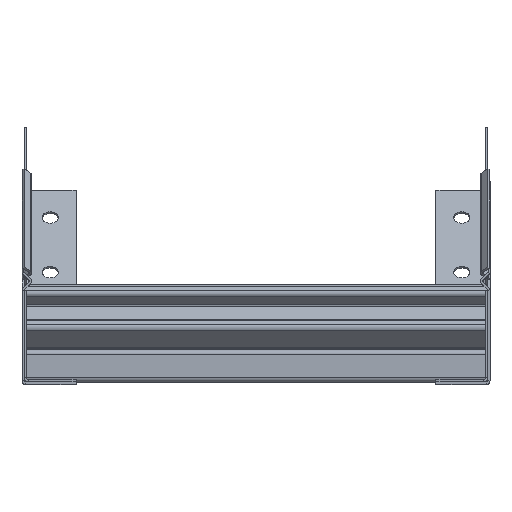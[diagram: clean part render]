
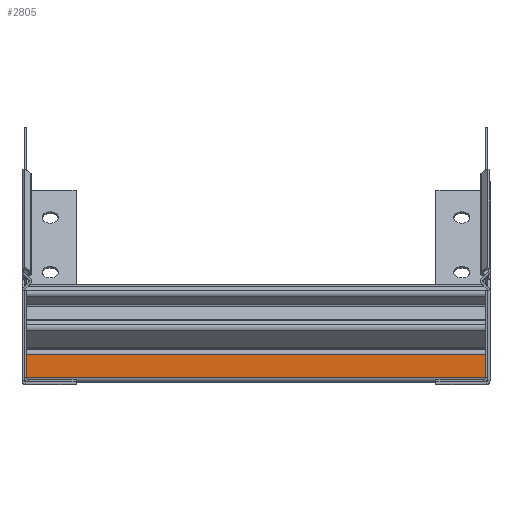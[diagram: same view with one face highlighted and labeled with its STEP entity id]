
A CAD part, top view. The second image highlights one B-rep face of the part: STEP entity #2805.
In plain terms, the highlighted face is planar.
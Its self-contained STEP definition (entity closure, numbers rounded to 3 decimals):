
#381 = EDGE_CURVE ( 'NONE', #2759, #3704, #673, .T. ) ;
#534 = ORIENTED_EDGE ( 'NONE', *, *, #2741, .F. ) ;
#673 = LINE ( 'NONE', #2298, #4105 ) ;
#941 = ORIENTED_EDGE ( 'NONE', *, *, #5898, .T. ) ;
#1395 = DIRECTION ( 'NONE',  ( 0., -1., 0. ) ) ;
#1618 = CARTESIAN_POINT ( 'NONE',  ( -20.5, 18., 300. ) ) ;
#1724 = CARTESIAN_POINT ( 'NONE',  ( -20.5, 3., 300. ) ) ;
#1863 = DIRECTION ( 'NONE',  ( 0., 0., -1. ) ) ;
#2254 = CARTESIAN_POINT ( 'NONE',  ( -20.5, 0., 300. ) ) ;
#2298 = CARTESIAN_POINT ( 'NONE',  ( -20.5, 0., 0. ) ) ;
#2373 = VECTOR ( 'NONE', #1863, 1000. ) ;
#2402 = EDGE_LOOP ( 'NONE', ( #6076, #534, #941, #4846 ) ) ;
#2741 = EDGE_CURVE ( 'NONE', #2904, #2759, #6861, .T. ) ;
#2759 = VERTEX_POINT ( 'NONE', #3937 ) ;
#2805 = ADVANCED_FACE ( 'NONE', ( #5057 ), #3509, .T. ) ;
#2904 = VERTEX_POINT ( 'NONE', #4730 ) ;
#3413 = AXIS2_PLACEMENT_3D ( 'NONE', #2254, #5923, #1395 ) ;
#3422 = DIRECTION ( 'NONE',  ( 0., 0., -1. ) ) ;
#3509 = PLANE ( 'NONE',  #3413 ) ;
#3704 = VERTEX_POINT ( 'NONE', #5983 ) ;
#3740 = EDGE_CURVE ( 'NONE', #6796, #3704, #4303, .T. ) ;
#3937 = CARTESIAN_POINT ( 'NONE',  ( -20.5, 3., 0. ) ) ;
#4105 = VECTOR ( 'NONE', #4344, 1000. ) ;
#4303 = LINE ( 'NONE', #5985, #2373 ) ;
#4344 = DIRECTION ( 'NONE',  ( 0., 1., 0. ) ) ;
#4730 = CARTESIAN_POINT ( 'NONE',  ( -20.5, 3., 300. ) ) ;
#4846 = ORIENTED_EDGE ( 'NONE', *, *, #3740, .T. ) ;
#5057 = FACE_OUTER_BOUND ( 'NONE', #2402, .T. ) ;
#5416 = DIRECTION ( 'NONE',  ( 0., 1., 0. ) ) ;
#5483 = CARTESIAN_POINT ( 'NONE',  ( -20.5, 0., 300. ) ) ;
#5514 = LINE ( 'NONE', #5483, #6505 ) ;
#5527 = VECTOR ( 'NONE', #3422, 1000. ) ;
#5898 = EDGE_CURVE ( 'NONE', #2904, #6796, #5514, .T. ) ;
#5923 = DIRECTION ( 'NONE',  ( -1., 0., 0. ) ) ;
#5983 = CARTESIAN_POINT ( 'NONE',  ( -20.5, 18., 0. ) ) ;
#5985 = CARTESIAN_POINT ( 'NONE',  ( -20.5, 18., 300. ) ) ;
#6076 = ORIENTED_EDGE ( 'NONE', *, *, #381, .F. ) ;
#6505 = VECTOR ( 'NONE', #5416, 1000. ) ;
#6796 = VERTEX_POINT ( 'NONE', #1618 ) ;
#6861 = LINE ( 'NONE', #1724, #5527 ) ;
